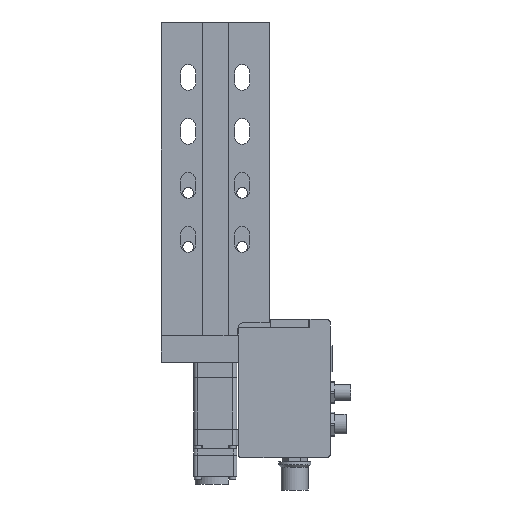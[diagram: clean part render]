
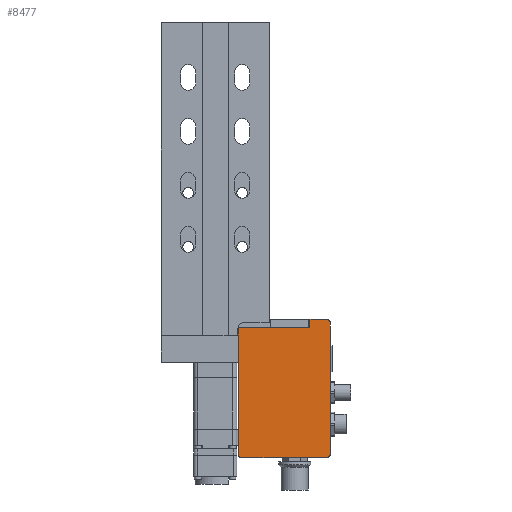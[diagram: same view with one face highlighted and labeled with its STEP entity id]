
A CAD part, front view. The second image highlights one B-rep face of the part: STEP entity #8477.
In plain terms, the highlighted planar face has unit normal (0, -1, 0).
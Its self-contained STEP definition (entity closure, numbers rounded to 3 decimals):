
#32 = ORIENTED_EDGE ( 'NONE', *, *, #8222, .T. ) ;
#306 = DIRECTION ( 'NONE',  ( 0., 0., 1. ) ) ;
#894 = ORIENTED_EDGE ( 'NONE', *, *, #2587, .F. ) ;
#1028 = LINE ( 'NONE', #12227, #15230 ) ;
#1343 = ORIENTED_EDGE ( 'NONE', *, *, #14261, .F. ) ;
#1370 = CARTESIAN_POINT ( 'NONE',  ( 10.6, -10.1, 15.9 ) ) ;
#1606 = DIRECTION ( 'NONE',  ( 0., -1., 0. ) ) ;
#1762 = VERTEX_POINT ( 'NONE', #13801 ) ;
#2295 = VERTEX_POINT ( 'NONE', #10286 ) ;
#2587 = EDGE_CURVE ( 'NONE', #2295, #5569, #6971, .T. ) ;
#2758 = EDGE_CURVE ( 'NONE', #9586, #1762, #17246, .T. ) ;
#2921 = EDGE_CURVE ( 'NONE', #15234, #9586, #7186, .T. ) ;
#3095 = CARTESIAN_POINT ( 'NONE',  ( 10.6, -10.1, 15.9 ) ) ;
#3688 = AXIS2_PLACEMENT_3D ( 'NONE', #10936, #6825, #14934 ) ;
#3901 = VERTEX_POINT ( 'NONE', #13066 ) ;
#4012 = DIRECTION ( 'NONE',  ( 0., 0., 1. ) ) ;
#4148 = CARTESIAN_POINT ( 'NONE',  ( 51.55, -10.1, 18.2 ) ) ;
#5327 = AXIS2_PLACEMENT_3D ( 'NONE', #16760, #9840, #7095 ) ;
#5569 = VERTEX_POINT ( 'NONE', #9955 ) ;
#5798 = EDGE_CURVE ( 'NONE', #17934, #8485, #1028, .T. ) ;
#6113 = VECTOR ( 'NONE', #12745, 1000. ) ;
#6220 = CARTESIAN_POINT ( 'NONE',  ( 43.85, -10.1, 19.9 ) ) ;
#6253 = ORIENTED_EDGE ( 'NONE', *, *, #13241, .T. ) ;
#6278 = DIRECTION ( 'NONE',  ( 1., 0., 0. ) ) ;
#6298 = VECTOR ( 'NONE', #15939, 1000. ) ;
#6825 = DIRECTION ( 'NONE',  ( 0., -1., 0. ) ) ;
#6969 = ORIENTED_EDGE ( 'NONE', *, *, #2921, .F. ) ;
#6971 = LINE ( 'NONE', #12612, #8181 ) ;
#7095 = DIRECTION ( 'NONE',  ( 0., 0., 1. ) ) ;
#7186 = LINE ( 'NONE', #7364, #6113 ) ;
#7364 = CARTESIAN_POINT ( 'NONE',  ( 43.85, -10.1, 15.9 ) ) ;
#7503 = VECTOR ( 'NONE', #6278, 1000. ) ;
#7779 = CIRCLE ( 'NONE', #17957, 1.7 ) ;
#8118 = FACE_OUTER_BOUND ( 'NONE', #11272, .T. ) ;
#8181 = VECTOR ( 'NONE', #9969, 1000. ) ;
#8222 = EDGE_CURVE ( 'NONE', #17934, #5569, #16386, .T. ) ;
#8469 = PLANE ( 'NONE',  #5327 ) ;
#8477 = ADVANCED_FACE ( 'NONE', ( #8118 ), #8469, .F. ) ;
#8485 = VERTEX_POINT ( 'NONE', #1370 ) ;
#8512 = CARTESIAN_POINT ( 'NONE',  ( 12.3, -10.1, -42.4 ) ) ;
#9586 = VERTEX_POINT ( 'NONE', #6220 ) ;
#9840 = DIRECTION ( 'NONE',  ( 0., 1., 0. ) ) ;
#9955 = CARTESIAN_POINT ( 'NONE',  ( 12.3, -10.1, -44.1 ) ) ;
#9969 = DIRECTION ( 'NONE',  ( -1., 0., 0. ) ) ;
#10026 = LINE ( 'NONE', #3095, #7503 ) ;
#10286 = CARTESIAN_POINT ( 'NONE',  ( 51.55, -10.1, -44.1 ) ) ;
#10482 = ORIENTED_EDGE ( 'NONE', *, *, #14928, .T. ) ;
#10936 = CARTESIAN_POINT ( 'NONE',  ( 51.55, -10.1, -42.4 ) ) ;
#11261 = DIRECTION ( 'NONE',  ( 0., 0., 1. ) ) ;
#11272 = EDGE_LOOP ( 'NONE', ( #14228, #32, #894, #6253, #11570, #10482, #14485, #6969, #1343 ) ) ;
#11353 = CARTESIAN_POINT ( 'NONE',  ( 10.6, -10.1, -42.4 ) ) ;
#11570 = ORIENTED_EDGE ( 'NONE', *, *, #13048, .F. ) ;
#12227 = CARTESIAN_POINT ( 'NONE',  ( 10.6, -10.1, -44.1 ) ) ;
#12612 = CARTESIAN_POINT ( 'NONE',  ( 53.25, -10.1, -44.1 ) ) ;
#12676 = VERTEX_POINT ( 'NONE', #14866 ) ;
#12745 = DIRECTION ( 'NONE',  ( 0., 0., 1. ) ) ;
#12989 = CIRCLE ( 'NONE', #3688, 1.7 ) ;
#13016 = CARTESIAN_POINT ( 'NONE',  ( 53.25, -10.1, 19.9 ) ) ;
#13048 = EDGE_CURVE ( 'NONE', #12676, #3901, #13298, .T. ) ;
#13066 = CARTESIAN_POINT ( 'NONE',  ( 53.25, -10.1, -42.4 ) ) ;
#13241 = EDGE_CURVE ( 'NONE', #2295, #3901, #12989, .T. ) ;
#13245 = DIRECTION ( 'NONE',  ( 1., 0., 0. ) ) ;
#13298 = LINE ( 'NONE', #13016, #6298 ) ;
#13801 = CARTESIAN_POINT ( 'NONE',  ( 51.55, -10.1, 19.9 ) ) ;
#14228 = ORIENTED_EDGE ( 'NONE', *, *, #5798, .F. ) ;
#14261 = EDGE_CURVE ( 'NONE', #8485, #15234, #10026, .T. ) ;
#14485 = ORIENTED_EDGE ( 'NONE', *, *, #2758, .F. ) ;
#14518 = CARTESIAN_POINT ( 'NONE',  ( 43.85, -10.1, 19.9 ) ) ;
#14866 = CARTESIAN_POINT ( 'NONE',  ( 53.25, -10.1, 18.2 ) ) ;
#14928 = EDGE_CURVE ( 'NONE', #12676, #1762, #7779, .T. ) ;
#14934 = DIRECTION ( 'NONE',  ( 0., 0., 1. ) ) ;
#15230 = VECTOR ( 'NONE', #4012, 1000. ) ;
#15234 = VERTEX_POINT ( 'NONE', #16357 ) ;
#15939 = DIRECTION ( 'NONE',  ( 0., 0., -1. ) ) ;
#16357 = CARTESIAN_POINT ( 'NONE',  ( 43.85, -10.1, 15.9 ) ) ;
#16386 = CIRCLE ( 'NONE', #16955, 1.7 ) ;
#16621 = VECTOR ( 'NONE', #13245, 1000. ) ;
#16760 = CARTESIAN_POINT ( 'NONE',  ( 0., -10.1, 0. ) ) ;
#16955 = AXIS2_PLACEMENT_3D ( 'NONE', #8512, #16981, #306 ) ;
#16981 = DIRECTION ( 'NONE',  ( 0., -1., 0. ) ) ;
#17246 = LINE ( 'NONE', #14518, #16621 ) ;
#17934 = VERTEX_POINT ( 'NONE', #11353 ) ;
#17957 = AXIS2_PLACEMENT_3D ( 'NONE', #4148, #1606, #11261 ) ;
